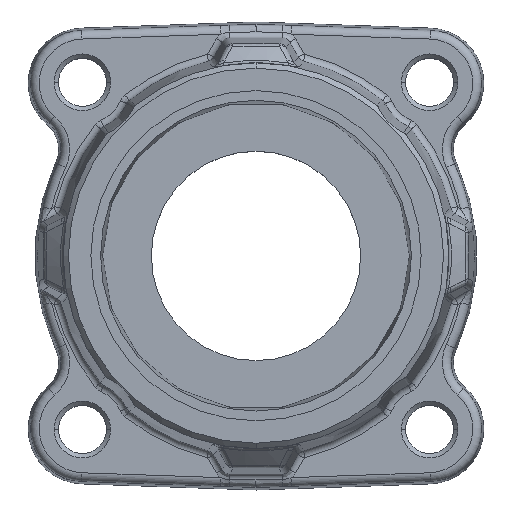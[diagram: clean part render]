
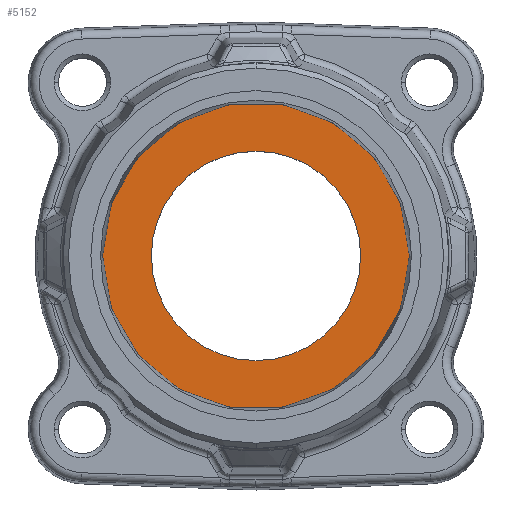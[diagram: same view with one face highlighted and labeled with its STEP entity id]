
A CAD part, top view. The second image highlights one B-rep face of the part: STEP entity #5152.
In plain terms, the highlighted planar face has unit normal (0, 0, 1).
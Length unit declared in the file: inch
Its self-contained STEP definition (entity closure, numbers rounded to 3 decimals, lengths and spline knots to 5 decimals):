
#939=CARTESIAN_POINT('',(0.,0.,0.39));
#940=DIRECTION('',(0.,0.,1.));
#941=DIRECTION('',(-1.,0.,0.));
#942=AXIS2_PLACEMENT_3D('',#939,#940,#941);
#948=CARTESIAN_POINT('',(0.,0.,0.39));
#949=DIRECTION('',(0.,0.,-1.));
#950=DIRECTION('',(-1.,0.,0.));
#951=AXIS2_PLACEMENT_3D('',#948,#949,#950);
#957=CARTESIAN_POINT('',(0.,0.,0.39));
#958=DIRECTION('',(0.,0.,-1.));
#959=DIRECTION('',(-1.,0.,0.));
#960=AXIS2_PLACEMENT_3D('',#957,#958,#959);
#962=CARTESIAN_POINT('',(0.,0.,0.39));
#963=DIRECTION('',(0.,0.,-1.));
#964=DIRECTION('',(1.,0.,0.));
#965=AXIS2_PLACEMENT_3D('',#962,#963,#964);
#3739=CARTESIAN_POINT('',(-1.09895,0.,0.39));
#3740=CARTESIAN_POINT('',(1.09895,0.,0.39));
#3741=VERTEX_POINT('',#3739);
#3742=VERTEX_POINT('',#3740);
#3832=CARTESIAN_POINT('',(-0.75,0.,0.39));
#3833=CARTESIAN_POINT('',(0.75,0.,0.39));
#3834=VERTEX_POINT('',#3832);
#3835=VERTEX_POINT('',#3833);
#5137=CARTESIAN_POINT('',(0.,0.,0.39));
#5138=DIRECTION('',(0.,0.,1.));
#5139=DIRECTION('',(-1.,0.,0.));
#5140=AXIS2_PLACEMENT_3D('',#5137,#5138,#5139);
#5141=PLANE('',#5140);
#5142=ORIENTED_EDGE('',*,*,#5131,.T.);
#5143=ORIENTED_EDGE('',*,*,#5117,.F.);
#5144=EDGE_LOOP('',(#5142,#5143));
#5145=FACE_OUTER_BOUND('',#5144,.F.);
#5147=ORIENTED_EDGE('',*,*,#5146,.F.);
#5149=ORIENTED_EDGE('',*,*,#5148,.F.);
#5150=EDGE_LOOP('',(#5147,#5149));
#5151=FACE_BOUND('',#5150,.F.);
#943=CIRCLE('',#942,1.09895);
#952=CIRCLE('',#951,1.09895);
#961=CIRCLE('',#960,0.75);
#966=CIRCLE('',#965,0.75);
#5117=EDGE_CURVE('',#3741,#3742,#943,.T.);
#5131=EDGE_CURVE('',#3741,#3742,#952,.T.);
#5146=EDGE_CURVE('',#3834,#3835,#961,.T.);
#5148=EDGE_CURVE('',#3835,#3834,#966,.T.);
#5152=ADVANCED_FACE('',(#5145,#5151),#5141,.T.);
